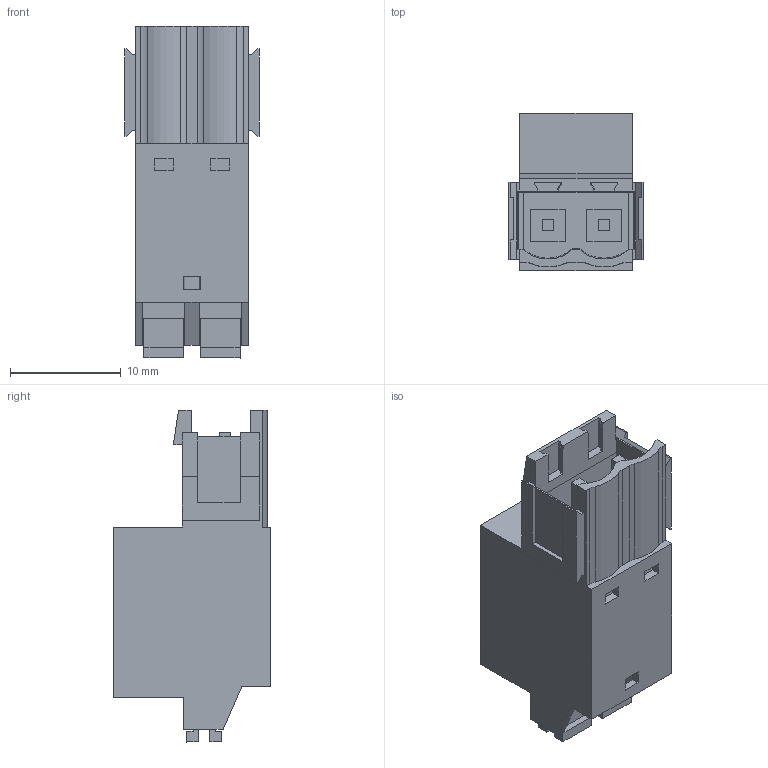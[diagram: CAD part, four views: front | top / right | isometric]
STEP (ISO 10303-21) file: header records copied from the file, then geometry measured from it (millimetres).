
FILE_DESCRIPTION(('CATIA V5 STEP Exchange','CAx-IF Rec.Pracs.--- Model Styling and Organization---1.4--- 2014-01-23'),'2;1');
FILE_NAME ('011674-2_0_1335440000_1335440000.stp','2021-09-20T08:50:44+00:00',('none'),('Weidmueller'),'CATIA Version 5-6 Release 2016 SP3 HF44','CATIA V5 STEP AP214','none');
FILE_SCHEMA(('AUTOMOTIVE_DESIGN { 1 0 10303 214 1 1 1 1 }'));
Length unit declared in the file: millimetre
Products named in the file (1): 1335440000
Bounding box: 12.11 x 14.2 x 29.93 mm (x, y, z)
Volume: 2343.4 mm3; surface area: 2538.7 mm2
Topology: 5 solids, 5 shells, 235 faces, 639 edges, 422 vertices
Faces by surface type: plane 213, cylinder 18, extrusion 4
Entity records: 7180 total; most frequent: CARTESIAN_POINT 1421, ORIENTED_EDGE 1278, DIRECTION 991, EDGE_CURVE 639, VECTOR 599, LINE 595, VERTEX_POINT 422, EDGE_LOOP 251
